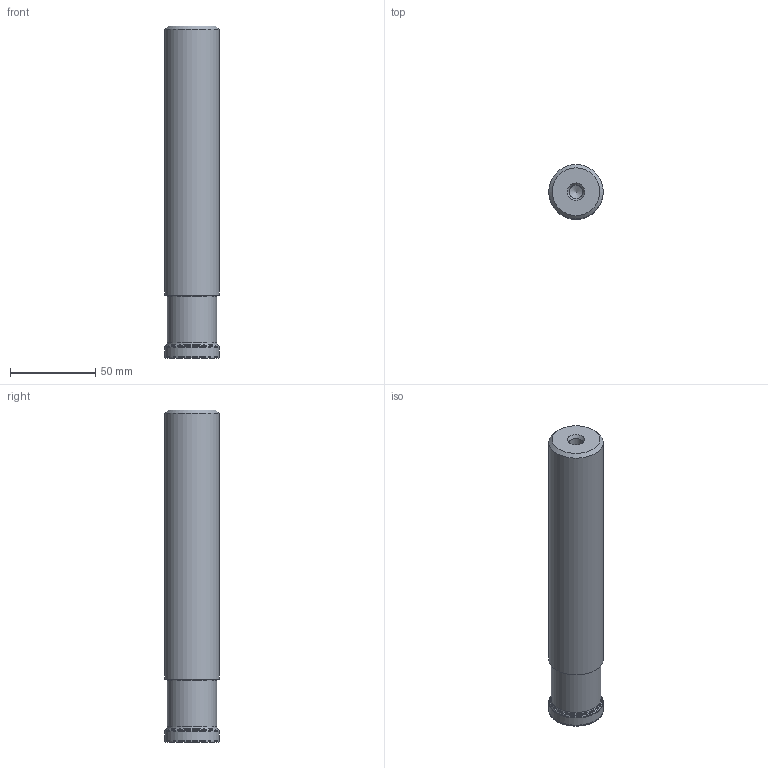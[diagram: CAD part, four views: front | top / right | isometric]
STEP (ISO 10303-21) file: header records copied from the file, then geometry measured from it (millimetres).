
FILE_DESCRIPTION(/* description */ (''),/* implementation_level */ '2;1');
FILE_NAME(/* name */ '32A5R037A32_STN10_C_115009644ndi000_00_SIM.stp',/* time_stamp */ '2020-02-27T13:18:50+01:00',/* author */ (''),/* organization */ (''),/* preprocessor_version */ 'ST-DEVELOPER v16.7',/* originating_system */ 'SIEMENS PLM Software NX 12.0',/* authorisation */ '');
FILE_SCHEMA (('AUTOMOTIVE_DESIGN { 1 0 10303 214 3 1 1 1 }'));
Length unit declared in the file: millimetre
Products named in the file (1): lf193BA05D64czu8
Bounding box: 32 x 32 x 195 mm (x, y, z)
Volume: 145388.4 mm3; surface area: 26975.7 mm2
Topology: 2 solids, 2 shells, 59 faces, 121 edges, 64 vertices
Faces by surface type: revolution 39, cone 9, torus 5, cylinder 4, plane 2
Full cylindrical faces by diameter (mm): 8 x1, 29 x1, 30.6 x1, 32 x1
Entity records: 1491 total; most frequent: CARTESIAN_POINT 444, DIRECTION 197, FACE_BOUND 118, EDGE_LOOP 116, ORIENTED_EDGE 116, AXIS2_PLACEMENT_3D 79, VERTEX_POINT 60, ADVANCED_FACE 59
